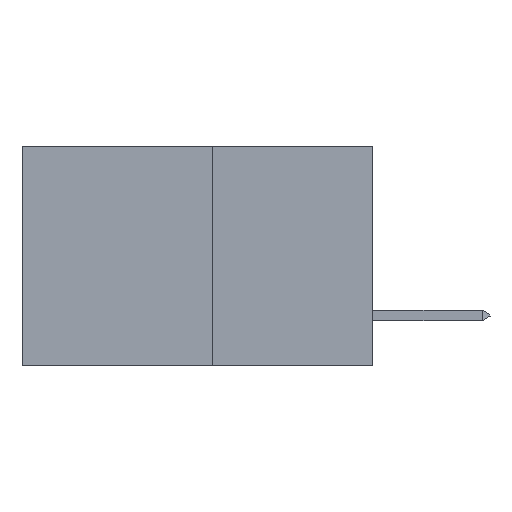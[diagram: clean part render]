
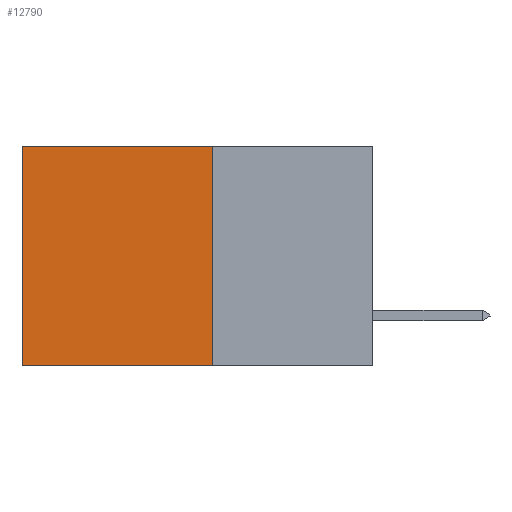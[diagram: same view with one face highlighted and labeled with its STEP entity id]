
A CAD part, left-side view. The second image highlights one B-rep face of the part: STEP entity #12790.
In plain terms, the highlighted planar face has unit normal (-1, 0, 0).
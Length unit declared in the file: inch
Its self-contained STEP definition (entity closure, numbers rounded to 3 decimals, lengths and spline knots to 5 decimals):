
#296 = CARTESIAN_POINT ( 'NONE',  ( 0.277, 0.27, 0. ) ) ;
#1906 = VERTEX_POINT ( 'NONE', #10101 ) ;
#2517 = DIRECTION ( 'NONE',  ( 0., 1., 0. ) ) ;
#4169 = EDGE_CURVE ( 'NONE', #8158, #1906, #5848, .T. ) ;
#5679 = VERTEX_POINT ( 'NONE', #8084 ) ;
#5751 = CARTESIAN_POINT ( 'NONE',  ( 0.277, 0.59, -0.37 ) ) ;
#5848 = LINE ( 'NONE', #6699, #12627 ) ;
#5998 = DIRECTION ( 'NONE',  ( 1., 0., 0. ) ) ;
#6027 = ORIENTED_EDGE ( 'NONE', *, *, #14575, .T. ) ;
#6236 = LINE ( 'NONE', #8335, #13389 ) ;
#6311 = FACE_OUTER_BOUND ( 'NONE', #18027, .T. ) ;
#6426 = ORIENTED_EDGE ( 'NONE', *, *, #7216, .F. ) ;
#6580 = ORIENTED_EDGE ( 'NONE', *, *, #10413, .F. ) ;
#6699 = CARTESIAN_POINT ( 'NONE',  ( 0.277, 0.27, 0. ) ) ;
#6909 = ORIENTED_EDGE ( 'NONE', *, *, #4169, .T. ) ;
#6947 = LINE ( 'NONE', #5751, #18047 ) ;
#7204 = DIRECTION ( 'NONE',  ( 0., 0., -1. ) ) ;
#7216 = EDGE_CURVE ( 'NONE', #5679, #7454, #6236, .T. ) ;
#7454 = VERTEX_POINT ( 'NONE', #11750 ) ;
#8084 = CARTESIAN_POINT ( 'NONE',  ( 0.277, 0.27, -0.37 ) ) ;
#8158 = VERTEX_POINT ( 'NONE', #296 ) ;
#8335 = CARTESIAN_POINT ( 'NONE',  ( 0.277, 0.27, -0.37 ) ) ;
#10101 = CARTESIAN_POINT ( 'NONE',  ( 0.277, 0.59, 0. ) ) ;
#10413 = EDGE_CURVE ( 'NONE', #8158, #5679, #18401, .T. ) ;
#11148 = VECTOR ( 'NONE', #7204, 39.37008 ) ;
#11750 = CARTESIAN_POINT ( 'NONE',  ( 0.277, 0.59, -0.37 ) ) ;
#11772 = PLANE ( 'NONE',  #16558 ) ;
#12627 = VECTOR ( 'NONE', #2517, 39.37008 ) ;
#12790 = ADVANCED_FACE ( 'NONE', ( #6311 ), #11772, .F. ) ;
#12906 = CARTESIAN_POINT ( 'NONE',  ( 0.277, 0.27, -0.37 ) ) ;
#13389 = VECTOR ( 'NONE', #18068, 39.37008 ) ;
#14506 = CARTESIAN_POINT ( 'NONE',  ( 0.277, 0.27, -0.37 ) ) ;
#14575 = EDGE_CURVE ( 'NONE', #1906, #7454, #6947, .T. ) ;
#15687 = DIRECTION ( 'NONE',  ( 0., 0., -1. ) ) ;
#15898 = DIRECTION ( 'NONE',  ( 0., 0., -1. ) ) ;
#16558 = AXIS2_PLACEMENT_3D ( 'NONE', #14506, #5998, #15898 ) ;
#18027 = EDGE_LOOP ( 'NONE', ( #6027, #6426, #6580, #6909 ) ) ;
#18047 = VECTOR ( 'NONE', #15687, 39.37008 ) ;
#18068 = DIRECTION ( 'NONE',  ( 0., 1., 0. ) ) ;
#18401 = LINE ( 'NONE', #12906, #11148 ) ;
